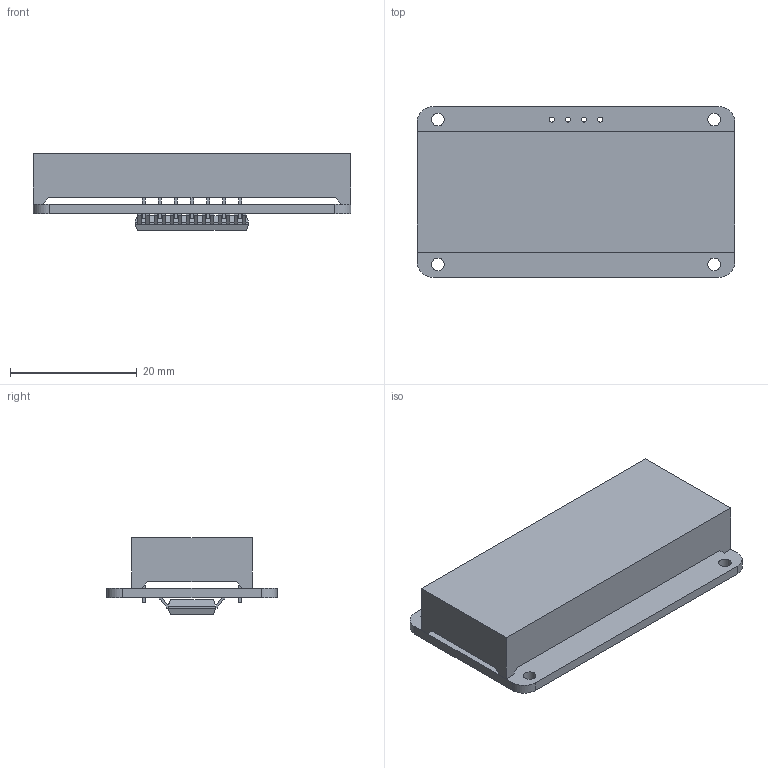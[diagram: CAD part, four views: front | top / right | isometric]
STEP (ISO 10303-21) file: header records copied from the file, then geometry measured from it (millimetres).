
FILE_DESCRIPTION(/* description */ (''),/* implementation_level */ '2;1');
FILE_NAME(/* name */ 'Adafruit 0.56in I2C 4 digit 7 segment LED.step',/* time_stamp */ '2020-06-22T15:14:36+01:00',/* author */ (''),/* organization */ (''),/* preprocessor_version */ 'ST-DEVELOPER v18.1',/* originating_system */ 'Autodesk Translation Framework v9.3.0.1241',/* authorisation */ '');
FILE_SCHEMA (('AUTOMOTIVE_DESIGN { 1 0 10303 214 3 1 1 }'));
Length unit declared in the file: millimetre
Products named in the file (4): Adafruit I2C 4 digit 7 segment LED; PCB; LED Module; SOP28_300mil
Assembly tree (3 placements, depth 2):
  Adafruit I2C 4 digit 7 segment LED
    PCB
    LED Module
    SOP28_300mil
Bounding box: 50.2 x 26.92 x 12.14 mm (x, y, z)
Volume: 8997.5 mm3; surface area: 6453.4 mm2
Topology: 45 solids, 45 shells, 430 faces, 1011 edges, 672 vertices
Faces by surface type: plane 403, cylinder 27
Full cylindrical faces by diameter (mm): 0.8 x18, 1.5 x1, 2 x4
Entity records: 12316 total; most frequent: CARTESIAN_POINT 2120, ORIENTED_EDGE 2022, DIRECTION 1939, EDGE_CURVE 1011, LINE 957, VECTOR 957, VERTEX_POINT 672, AXIS2_PLACEMENT_3D 491
